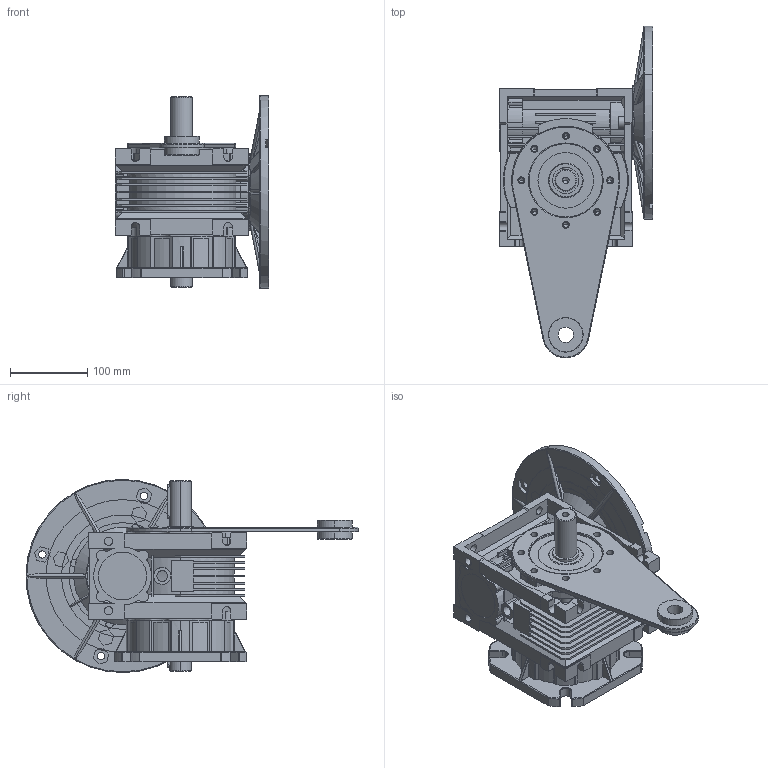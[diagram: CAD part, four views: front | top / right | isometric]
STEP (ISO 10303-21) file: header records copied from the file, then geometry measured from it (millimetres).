
FILE_DESCRIPTION (( 'STEP AP214' ), '1' );
FILE_NAME ('MK-75 N.STEP', '2009-04-29T08:23:30', ( 'Enginy' ), ( 'Usuario' ), 'SwSTEP 2.0', 'SolidWorks 2009', '' );
FILE_SCHEMA (( 'AUTOMOTIVE_DESIGN' ));
Length unit declared in the file: millimetre
Products named in the file (17): Eje doble MK-75; Eje simple MK-75; Campana MK-75B (STANDARD); Cuerpo MK-75_Predeterminado<Como mecanizada>; MK-75 N; Brida 90-B5 (MK-75); Brida 80-B14 (MK-75); Brida 80-B5 (MK-75); Brida 100-B5 (MK-75); Brida 90-B14 (MK-75); Brida 90-B5 R (MK-75); Brida 112-B5 (MK-75); Brida 100-B14 (MK-75); Brida 100-B5 R (MK-75); Brazo de reaccion MK-75; Brida 112-B14 (MK-75); Brida 112-B5 R (MK-75)
Assembly tree (16 placements, depth 2):
  MK-75 N
    Brida 80-B5 (MK-75)
    Brida 100-B5 (MK-75)
    Brida 90-B5 R (MK-75)
    Brida 112-B5 (MK-75)
    Brida 100-B5 R (MK-75)
    Brida 112-B14 (MK-75)
    Brida 90-B14 (MK-75)
    Eje simple MK-75
    Brida 80-B14 (MK-75)
    Campana MK-75B (STANDARD)
    Eje doble MK-75
    Brida 112-B5 R (MK-75)
    Brazo de reaccion MK-75
    Cuerpo MK-75_Predeterminado<Como mecanizada>
    Brida 100-B14 (MK-75)
    Brida 90-B5 (MK-75)
Bounding box: 198.5 x 430 x 250 mm (x, y, z)
Volume: 6443300.9 mm3; surface area: 1452390 mm2
Topology: 21 solids, 23 shells, 2768 faces, 7537 edges, 4872 vertices
Faces by surface type: cylinder 1350, plane 1064, torus 204, cone 132, sphere 18
Entity records: 108879 total; most frequent: CARTESIAN_POINT 21912, DIRECTION 15210, ORIENTED_EDGE 14946, EDGE_CURVE 7473, AXIS2_PLACEMENT_3D 5684, VERTEX_POINT 4868, VECTOR 3842, LINE 3842
